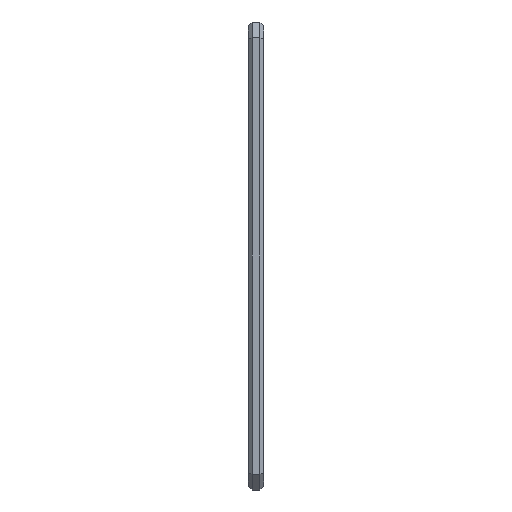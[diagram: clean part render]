
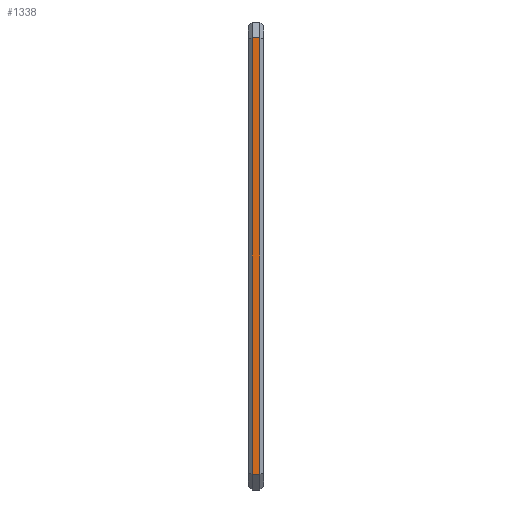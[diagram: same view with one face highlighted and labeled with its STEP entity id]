
A CAD part, left-side view. The second image highlights one B-rep face of the part: STEP entity #1338.
In plain terms, the highlighted planar face has unit normal (-1, 0, 0).
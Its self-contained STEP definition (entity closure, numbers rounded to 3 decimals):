
#191 = VERTEX_POINT ( 'NONE', #528 ) ;
#457 = EDGE_CURVE ( 'NONE', #5736, #191, #1194, .T. ) ;
#528 = CARTESIAN_POINT ( 'NONE',  ( -88.425, -3., 4. ) ) ;
#698 = PLANE ( 'NONE',  #1351 ) ;
#1194 = LINE ( 'NONE', #3572, #10032 ) ;
#1338 = ADVANCED_FACE ( 'NONE', ( #2247 ), #698, .T. ) ;
#1351 = AXIS2_PLACEMENT_3D ( 'NONE', #8393, #3268, #4141 ) ;
#1435 = DIRECTION ( 'NONE',  ( 0., 1., 0. ) ) ;
#1506 = VERTEX_POINT ( 'NONE', #6135 ) ;
#1806 = EDGE_LOOP ( 'NONE', ( #9037, #8544, #5507, #7572 ) ) ;
#1852 = EDGE_CURVE ( 'NONE', #191, #9795, #9177, .T. ) ;
#2247 = FACE_OUTER_BOUND ( 'NONE', #1806, .T. ) ;
#2502 = CARTESIAN_POINT ( 'NONE',  ( -88.425, -1., 4. ) ) ;
#2801 = LINE ( 'NONE', #5625, #7882 ) ;
#3268 = DIRECTION ( 'NONE',  ( -1., 0., 0. ) ) ;
#3420 = DIRECTION ( 'NONE',  ( 0., 0., -1. ) ) ;
#3572 = CARTESIAN_POINT ( 'NONE',  ( -88.425, -4., 4. ) ) ;
#4141 = DIRECTION ( 'NONE',  ( 0., 0., -1. ) ) ;
#5235 = DIRECTION ( 'NONE',  ( 0., -1., 0. ) ) ;
#5507 = ORIENTED_EDGE ( 'NONE', *, *, #457, .T. ) ;
#5548 = LINE ( 'NONE', #7802, #10760 ) ;
#5625 = CARTESIAN_POINT ( 'NONE',  ( -88.425, -4., 116. ) ) ;
#5736 = VERTEX_POINT ( 'NONE', #2502 ) ;
#5764 = EDGE_CURVE ( 'NONE', #1506, #5736, #5548, .T. ) ;
#6135 = CARTESIAN_POINT ( 'NONE',  ( -88.425, -1., 116. ) ) ;
#6715 = CARTESIAN_POINT ( 'NONE',  ( -88.425, -3., 116. ) ) ;
#7137 = VECTOR ( 'NONE', #9996, 1000. ) ;
#7443 = CARTESIAN_POINT ( 'NONE',  ( -88.425, -3., 116. ) ) ;
#7451 = EDGE_CURVE ( 'NONE', #9795, #1506, #2801, .T. ) ;
#7572 = ORIENTED_EDGE ( 'NONE', *, *, #1852, .T. ) ;
#7802 = CARTESIAN_POINT ( 'NONE',  ( -88.425, -1., 120. ) ) ;
#7882 = VECTOR ( 'NONE', #1435, 1000. ) ;
#8393 = CARTESIAN_POINT ( 'NONE',  ( -88.425, -4., 120. ) ) ;
#8544 = ORIENTED_EDGE ( 'NONE', *, *, #5764, .T. ) ;
#9037 = ORIENTED_EDGE ( 'NONE', *, *, #7451, .T. ) ;
#9177 = LINE ( 'NONE', #7443, #7137 ) ;
#9795 = VERTEX_POINT ( 'NONE', #6715 ) ;
#9996 = DIRECTION ( 'NONE',  ( 0., 0., 1. ) ) ;
#10032 = VECTOR ( 'NONE', #5235, 1000. ) ;
#10760 = VECTOR ( 'NONE', #3420, 1000. ) ;
